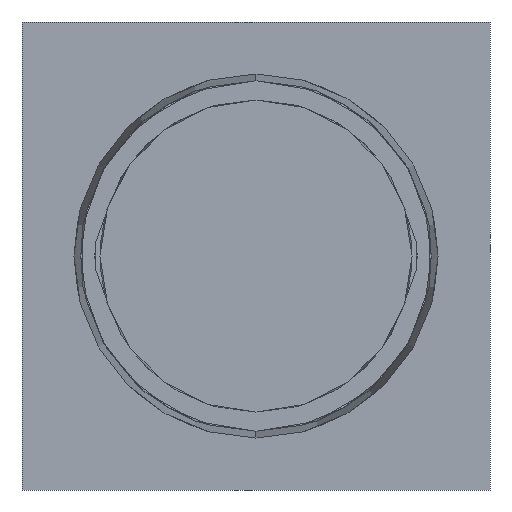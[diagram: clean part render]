
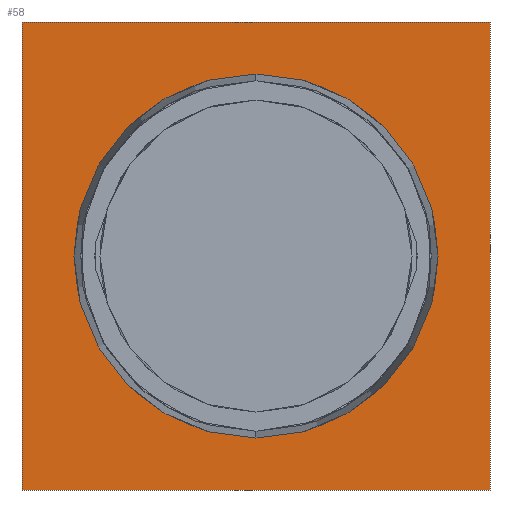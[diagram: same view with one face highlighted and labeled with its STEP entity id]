
A CAD part, front view. The second image highlights one B-rep face of the part: STEP entity #58.
In plain terms, the highlighted planar face has unit normal (0, -1, 0).
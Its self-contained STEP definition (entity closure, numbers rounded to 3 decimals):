
#32 = CARTESIAN_POINT ( 'NONE',  ( 2.25, 1160., 2.25 ) ) ;
#58 = ADVANCED_FACE ( 'NONE', ( #590, #101 ), #298, .T. ) ;
#59 = DIRECTION ( 'NONE',  ( 0., 0., 1. ) ) ;
#68 = LINE ( 'NONE', #801, #395 ) ;
#71 = CARTESIAN_POINT ( 'NONE',  ( 0., 1160., 0. ) ) ;
#85 = LINE ( 'NONE', #536, #720 ) ;
#94 = ORIENTED_EDGE ( 'NONE', *, *, #506, .F. ) ;
#96 = EDGE_CURVE ( 'NONE', #591, #328, #85, .T. ) ;
#101 = FACE_OUTER_BOUND ( 'NONE', #422, .T. ) ;
#113 = ORIENTED_EDGE ( 'NONE', *, *, #159, .F. ) ;
#117 = CARTESIAN_POINT ( 'NONE',  ( -2.25, 1160., -2.25 ) ) ;
#119 = EDGE_CURVE ( 'NONE', #328, #318, #68, .T. ) ;
#144 = ORIENTED_EDGE ( 'NONE', *, *, #483, .F. ) ;
#149 = ORIENTED_EDGE ( 'NONE', *, *, #734, .F. ) ;
#159 = EDGE_CURVE ( 'NONE', #472, #376, #374, .T. ) ;
#193 = CARTESIAN_POINT ( 'NONE',  ( 2.25, 1160., -2.25 ) ) ;
#200 = AXIS2_PLACEMENT_3D ( 'NONE', #289, #477, #534 ) ;
#243 = CARTESIAN_POINT ( 'NONE',  ( 0., 1160., 0. ) ) ;
#287 = CARTESIAN_POINT ( 'NONE',  ( 0., 1160., -1.75 ) ) ;
#289 = CARTESIAN_POINT ( 'NONE',  ( 0., 1160., 0. ) ) ;
#298 = PLANE ( 'NONE',  #200 ) ;
#304 = LINE ( 'NONE', #193, #633 ) ;
#318 = VERTEX_POINT ( 'NONE', #550 ) ;
#321 = DIRECTION ( 'NONE',  ( 1., 0., 0. ) ) ;
#327 = VECTOR ( 'NONE', #321, 1000. ) ;
#328 = VERTEX_POINT ( 'NONE', #117 ) ;
#356 = DIRECTION ( 'NONE',  ( 0., 0., -1. ) ) ;
#357 = ORIENTED_EDGE ( 'NONE', *, *, #96, .F. ) ;
#369 = ORIENTED_EDGE ( 'NONE', *, *, #119, .F. ) ;
#374 = CIRCLE ( 'NONE', #451, 1.75 ) ;
#376 = VERTEX_POINT ( 'NONE', #287 ) ;
#395 = VECTOR ( 'NONE', #59, 1000. ) ;
#415 = CARTESIAN_POINT ( 'NONE',  ( 2.25, 1160., 2.25 ) ) ;
#422 = EDGE_LOOP ( 'NONE', ( #369, #357, #94, #144 ) ) ;
#428 = DIRECTION ( 'NONE',  ( 0., 0., -1. ) ) ;
#450 = CARTESIAN_POINT ( 'NONE',  ( 0., 1160., 1.75 ) ) ;
#451 = AXIS2_PLACEMENT_3D ( 'NONE', #243, #804, #428 ) ;
#458 = DIRECTION ( 'NONE',  ( 0., 0., -1. ) ) ;
#472 = VERTEX_POINT ( 'NONE', #450 ) ;
#477 = DIRECTION ( 'NONE',  ( 0., -1., 0. ) ) ;
#483 = EDGE_CURVE ( 'NONE', #318, #763, #486, .T. ) ;
#486 = LINE ( 'NONE', #32, #327 ) ;
#506 = EDGE_CURVE ( 'NONE', #763, #591, #304, .T. ) ;
#525 = CIRCLE ( 'NONE', #795, 1.75 ) ;
#534 = DIRECTION ( 'NONE',  ( 0., 0., -1. ) ) ;
#536 = CARTESIAN_POINT ( 'NONE',  ( 2.25, 1160., -2.25 ) ) ;
#550 = CARTESIAN_POINT ( 'NONE',  ( -2.25, 1160., 2.25 ) ) ;
#557 = EDGE_LOOP ( 'NONE', ( #113, #149 ) ) ;
#590 = FACE_BOUND ( 'NONE', #557, .T. ) ;
#591 = VERTEX_POINT ( 'NONE', #619 ) ;
#619 = CARTESIAN_POINT ( 'NONE',  ( 2.25, 1160., -2.25 ) ) ;
#633 = VECTOR ( 'NONE', #458, 1000. ) ;
#720 = VECTOR ( 'NONE', #730, 1000. ) ;
#728 = DIRECTION ( 'NONE',  ( 0., -1., 0. ) ) ;
#730 = DIRECTION ( 'NONE',  ( -1., 0., 0. ) ) ;
#734 = EDGE_CURVE ( 'NONE', #376, #472, #525, .T. ) ;
#763 = VERTEX_POINT ( 'NONE', #415 ) ;
#795 = AXIS2_PLACEMENT_3D ( 'NONE', #71, #728, #356 ) ;
#801 = CARTESIAN_POINT ( 'NONE',  ( -2.25, 1160., -2.25 ) ) ;
#804 = DIRECTION ( 'NONE',  ( 0., -1., 0. ) ) ;
